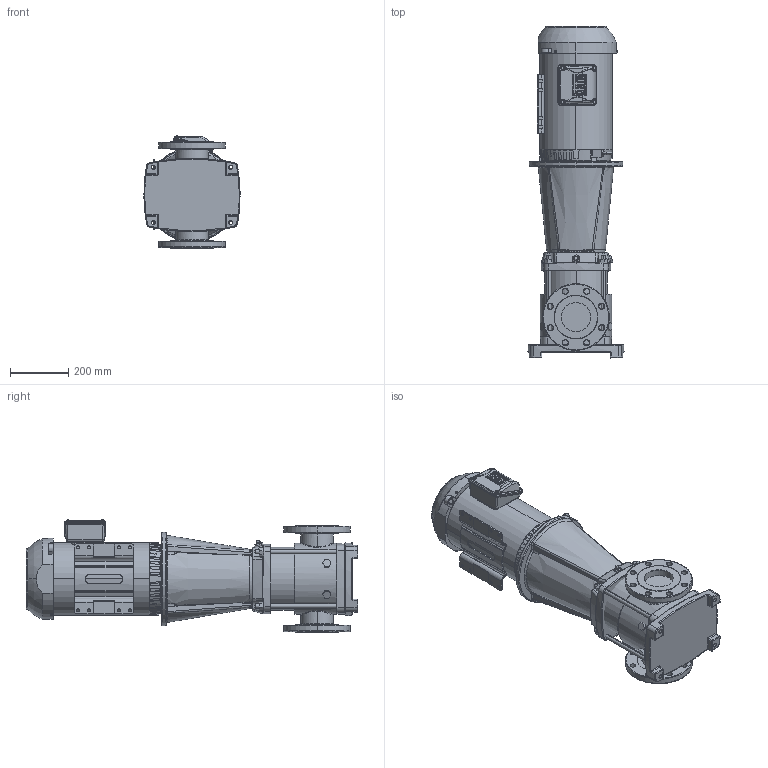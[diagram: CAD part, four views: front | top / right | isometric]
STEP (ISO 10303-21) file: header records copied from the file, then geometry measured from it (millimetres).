
FILE_DESCRIPTION (( 'STEP AP203' ), '1' );
FILE_NAME ('3350133 - MVI-320-1-15 HP-254TC-304-E-575~3.step', '2022-03-31T15:33:08', ( '' ), ( '' ), 'SwSTEP 2.0', 'SolidWorks 2021', '' );
FILE_SCHEMA (( 'CONFIG_CONTROL_DESIGN' ));
Length unit declared in the file: inch
Products named in the file (5): MVI PEO - [304-EPDM]_3304133 - MVI-320-1-15 HP-254TC-304-E-S; TEFC MOTOR_2700101 - NEMA V2 15 HP 254_6TC 575~3 TEFC W; 2700101 - NEMA V2 15 HP 254_6TC 575~3 TEFC W; 3350133 - MVI-320-1-15 HP-254TC-304-E-575~3; SBI(N)64-1
Assembly tree (4 placements, depth 3):
  3350133 - MVI-320-1-15 HP-254TC-304-E-575~3
    MVI PEO - [304-EPDM]_3304133 - MVI-320-1-15 HP-254TC-304-E-S
      SBI(N)64-1
    TEFC MOTOR_2700101 - NEMA V2 15 HP 254_6TC 575~3 TEFC W
      2700101 - NEMA V2 15 HP 254_6TC 575~3 TEFC W
Bounding box: 329.48 x 1138.47 x 385.02 mm (x, y, z)
Volume: 57872198.5 mm3; surface area: 2384115.9 mm2
Topology: 27 solids, 50 shells, 4033 faces, 10545 edges, 6859 vertices
Faces by surface type: plane 1931, cylinder 1477, bspline 355, cone 160, torus 104, sphere 6
Entity records: 159714 total; most frequent: CARTESIAN_POINT 61863, ORIENTED_EDGE 21006, DIRECTION 19561, EDGE_CURVE 10503, AXIS2_PLACEMENT_3D 6982, VERTEX_POINT 6857, VECTOR 5597, LINE 5597
